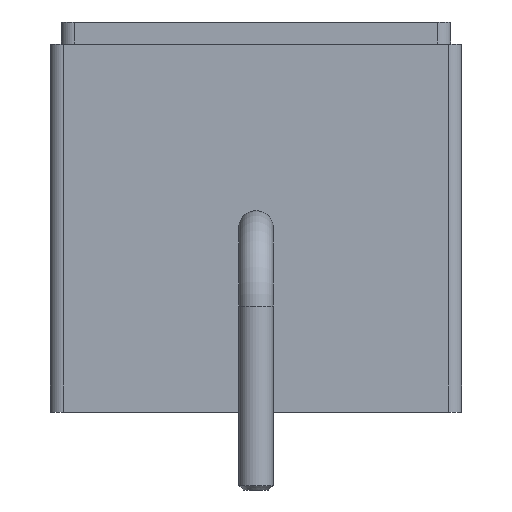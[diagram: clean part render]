
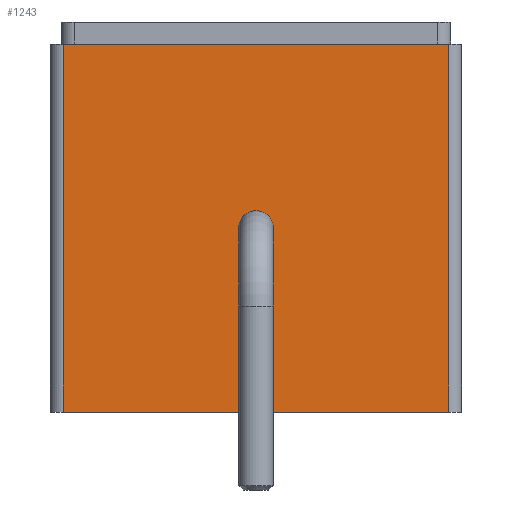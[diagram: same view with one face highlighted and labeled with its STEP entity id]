
A CAD part, left-side view. The second image highlights one B-rep face of the part: STEP entity #1243.
In plain terms, the highlighted planar face has unit normal (-1, 0, 0).
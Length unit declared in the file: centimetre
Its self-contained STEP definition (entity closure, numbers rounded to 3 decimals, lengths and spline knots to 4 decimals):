
#236=VECTOR('',#1934,1.);
#238=VECTOR('',#1939,1.);
#242=VECTOR('',#1950,1.);
#243=VECTOR('',#1951,1.);
#342=LINE('',#1703,#236);
#344=LINE('',#1709,#238);
#348=LINE('',#1723,#242);
#349=LINE('',#1725,#243);
#401=PLANE('',#1309);
#432=VERTEX_POINT('',#1366);
#502=VERTEX_POINT('',#1702);
#503=VERTEX_POINT('',#1704);
#505=VERTEX_POINT('',#1710);
#511=VERTEX_POINT('',#1724);
#542=CIRCLE('',#1279,0.04);
#568=EDGE_CURVE('',#432,#432,#542,.T.);
#672=EDGE_CURVE('',#502,#503,#342,.T.);
#675=EDGE_CURVE('',#505,#503,#344,.T.);
#682=EDGE_CURVE('',#502,#511,#348,.T.);
#683=EDGE_CURVE('',#505,#511,#349,.T.);
#919=ORIENTED_EDGE('',*,*,#568,.T.);
#920=ORIENTED_EDGE('',*,*,#672,.F.);
#921=ORIENTED_EDGE('',*,*,#682,.T.);
#922=ORIENTED_EDGE('',*,*,#683,.F.);
#923=ORIENTED_EDGE('',*,*,#675,.T.);
#1095=EDGE_LOOP('',(#919));
#1096=EDGE_LOOP('',(#920,#921,#922,#923));
#1173=FACE_BOUND('',#1095,.T.);
#1174=FACE_BOUND('',#1096,.T.);
#1243=ADVANCED_FACE('',(#1173,#1174),#401,.T.);
#1279=AXIS2_PLACEMENT_3D('',#1365,#1832,#1833);
#1309=AXIS2_PLACEMENT_3D('',#1722,#1949,$);
#1365=CARTESIAN_POINT('',(-1.1,0.,0.425));
#1366=CARTESIAN_POINT('',(-1.1,0.,0.465));
#1702=CARTESIAN_POINT('',(-1.1,-0.445,0.85));
#1703=CARTESIAN_POINT('',(-1.1,-0.445,0.));
#1704=CARTESIAN_POINT('',(-1.1,-0.445,0.));
#1709=CARTESIAN_POINT('',(-1.1,0.475,0.));
#1710=CARTESIAN_POINT('',(-1.1,0.445,0.));
#1722=CARTESIAN_POINT('',(-1.1,0.,0.));
#1723=CARTESIAN_POINT('',(-1.1,0.475,0.85));
#1724=CARTESIAN_POINT('',(-1.1,0.445,0.85));
#1725=CARTESIAN_POINT('',(-1.1,0.445,0.));
#1832=DIRECTION('',(1.,0.,0.));
#1833=DIRECTION('',(0.,0.,0.04));
#1934=DIRECTION('',(0.,0.,-1.));
#1939=DIRECTION('',(0.,-1.,0.));
#1949=DIRECTION('',(-1.,0.,0.));
#1950=DIRECTION('',(0.,1.,0.));
#1951=DIRECTION('',(0.,0.,1.));
